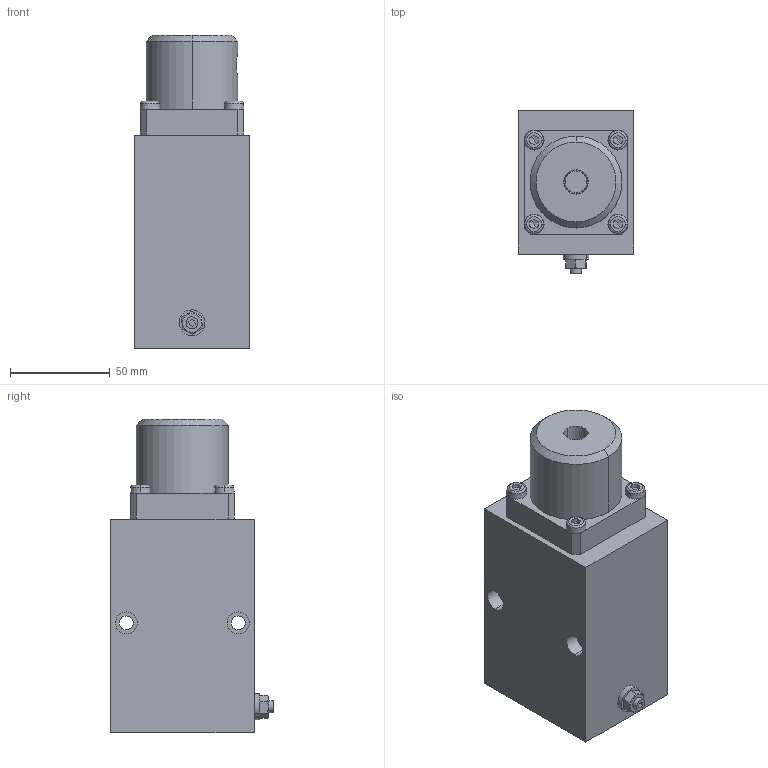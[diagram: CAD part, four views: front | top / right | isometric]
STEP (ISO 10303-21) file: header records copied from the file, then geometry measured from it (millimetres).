
FILE_DESCRIPTION (( 'STEP AP203' ), '1' );
FILE_NAME ('HB-9x6.STEP', '2019-10-12T06:09:35', ( '微软用户' ), ( '微软中国' ), 'SwSTEP 2.0', 'SolidWorks 2012', '' );
FILE_SCHEMA (( 'CONFIG_CONTROL_DESIGN' ));
Length unit declared in the file: millimetre
Products named in the file (5): HB-9x6掛极; HB-9x6ヶ裔; 覃誹概; hex lobular socket head cap screws-4.8 gb_GB_HEXAGON_TYPE21 M6X45-38-N; HB-9x6
Assembly tree (7 placements, depth 2):
  HB-9x6
    HB-9x6掛极
    HB-9x6ヶ裔
    覃誹概
    hex lobular socket head cap screws-4.8 gb_GB_HEXAGON_TYPE21 M6X45-38-N  x4
Bounding box: 58 x 81.7 x 157 mm (x, y, z)
Volume: 535038.9 mm3; surface area: 65600.9 mm2
Topology: 7 solids, 7 shells, 235 faces, 546 edges, 340 vertices
Faces by surface type: plane 97, cylinder 62, cone 36, bspline 32, torus 8
Entity records: 7112 total; most frequent: CARTESIAN_POINT 2040, DIRECTION 914, ORIENTED_EDGE 900, EDGE_CURVE 450, AXIS2_PLACEMENT_3D 324, VERTEX_POINT 295, VECTOR 266, LINE 266
